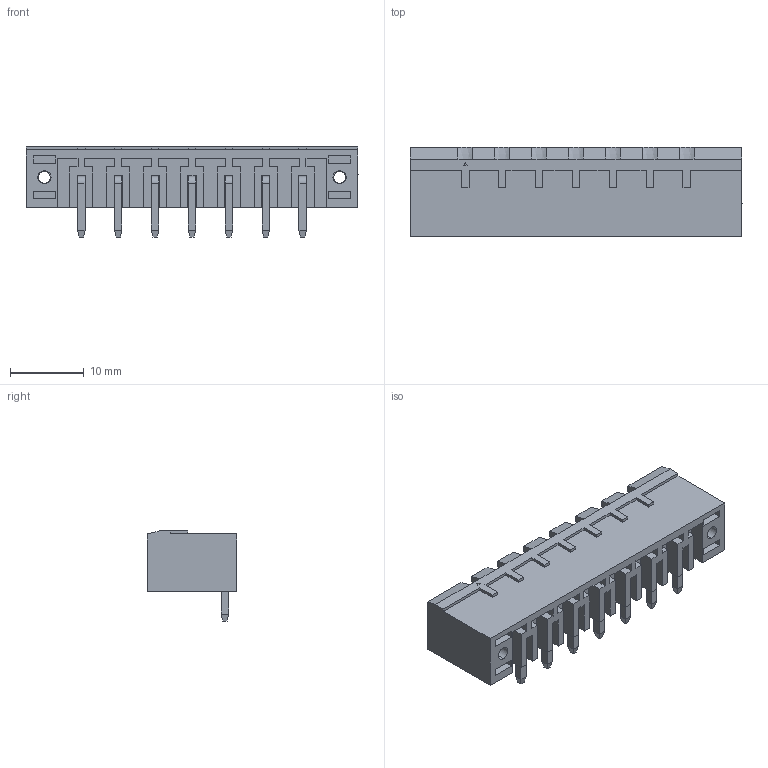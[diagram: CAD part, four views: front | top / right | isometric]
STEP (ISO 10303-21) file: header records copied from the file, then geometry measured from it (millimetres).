
FILE_DESCRIPTION (( 'STEP AP214' ), '1' );
FILE_NAME ('2EDGRM-5.0-07P-14-00AH.STEP', '2021-03-07T13:29:40', ( '' ), ( '' ), 'SwSTEP 2.0', 'SolidWorks 2020', '' );
FILE_SCHEMA (( 'AUTOMOTIVE_DESIGN' ));
Length unit declared in the file: millimetre
Products named in the file (1): 2EDGRM-5.0-07P-14-00AH
Bounding box: 45 x 12.1 x 12.2 mm (x, y, z)
Volume: 2214.8 mm3; surface area: 3959.7 mm2
Topology: 1 solids, 1 shells, 877 faces, 2365 edges, 1532 vertices
Faces by surface type: plane 680, bspline 139, cylinder 33, cone 25
Entity records: 39533 total; most frequent: CARTESIAN_POINT 13016, ORIENTED_EDGE 4730, DIRECTION 3682, EDGE_CURVE 2365, LINE 1838, VECTOR 1838, VERTEX_POINT 1532, EDGE_LOOP 923
